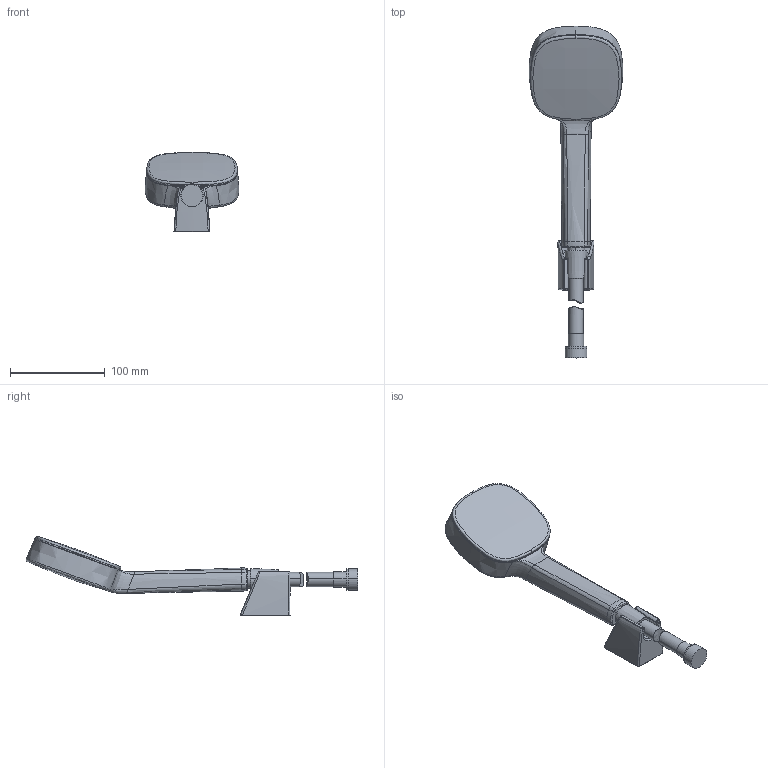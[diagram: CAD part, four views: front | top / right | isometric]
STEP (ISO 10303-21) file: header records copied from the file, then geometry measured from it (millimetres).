
FILE_DESCRIPTION (( 'STEP AP203' ), '1' );
FILE_NAME ('535+44600113.STEP', '2018-09-11T06:42:31', ( '' ), ( '' ), 'SwSTEP 2.0', 'SolidWorks 2016', '' );
FILE_SCHEMA (( 'CONFIG_CONTROL_DESIGN' ));
Length unit declared in the file: millimetre
Products named in the file (1): 535+44600113
Bounding box: 98.87 x 349.91 x 83.45 mm (x, y, z)
Volume: 423220.2 mm3; surface area: 73029.2 mm2
Topology: 6 solids, 6 shells, 135 faces, 281 edges, 162 vertices
Faces by surface type: bspline 90, cylinder 16, plane 11, torus 10, cone 6, sphere 2
Entity records: 20660 total; most frequent: CARTESIAN_POINT 18388, ORIENTED_EDGE 562, EDGE_CURVE 281, DIRECTION 267, B_SPLINE_CURVE_WITH_KNOTS 175, VERTEX_POINT 162, EDGE_LOOP 139, FACE_OUTER_BOUND 135
